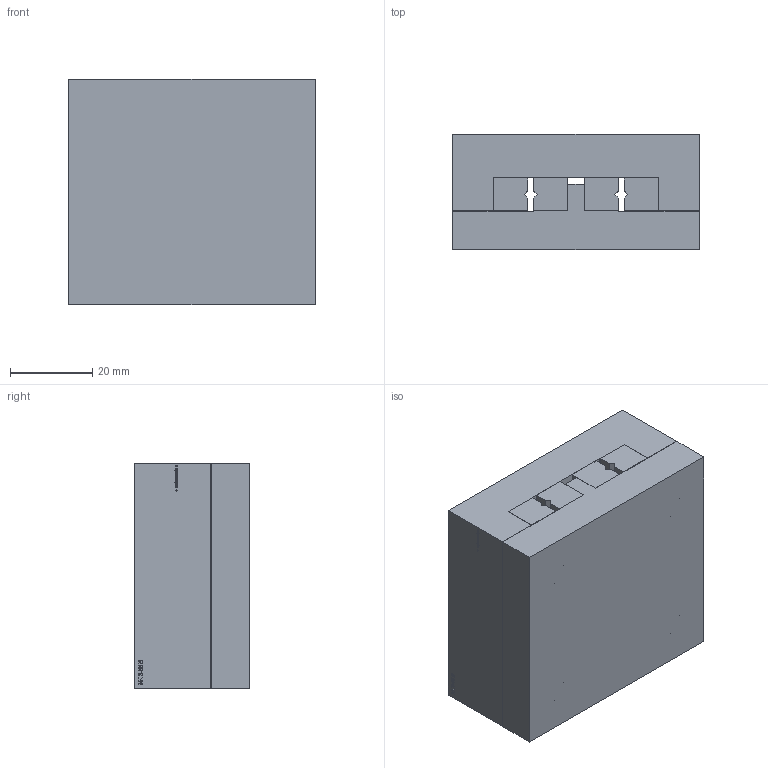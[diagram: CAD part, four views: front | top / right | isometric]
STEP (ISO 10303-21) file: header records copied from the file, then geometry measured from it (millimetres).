
FILE_DESCRIPTION(('FreeCAD Model'),'2;1');
FILE_NAME('NK 3-55 B.step', '2020-04-19T21:20:23',('Author'),(''), 'Open CASCADE STEP processor 6.8','FreeCAD','Unknown');
FILE_SCHEMA(('AUTOMOTIVE_DESIGN_CC2 { 1 2 10303 214 -1 1 5 4 }'));
Length unit declared in the file: millimetre
Products named in the file (3): ASSEMBLY; UT; OT
Assembly tree (2 placements, depth 2):
  ASSEMBLY
    UT
    OT
Bounding box: 60 x 28 x 55 mm (x, y, z)
Volume: 89014.6 mm3; surface area: 29651.5 mm2
Topology: 6 solids, 6 shells, 543 faces, 1469 edges, 976 vertices
Faces by surface type: plane 264, extrusion 259, cylinder 18, cone 2
Full cylindrical faces by diameter (mm): 4 x2, 4.8 x8, 6 x8
Entity records: 36441 total; most frequent: CARTESIAN_POINT 8519, DIRECTION 4246, VECTOR 3548, LINE 3289, ORIENTED_EDGE 2938, PCURVE 2938, DEFINITIONAL_REPRESENTATION 2938, EDGE_CURVE 1469
